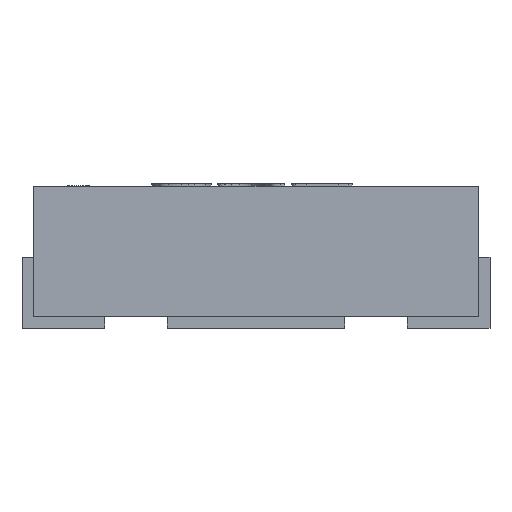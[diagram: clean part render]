
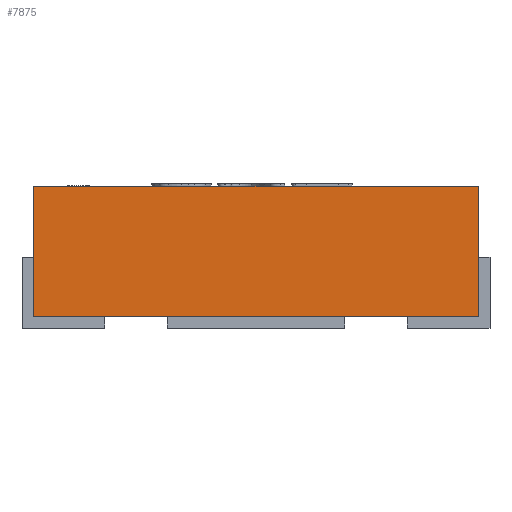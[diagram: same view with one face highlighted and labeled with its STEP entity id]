
A CAD part, front view. The second image highlights one B-rep face of the part: STEP entity #7875.
In plain terms, the highlighted planar face has unit normal (0, -1, 0).
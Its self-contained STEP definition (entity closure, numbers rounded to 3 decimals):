
#35 = PLANE ( 'NONE',  #5879 ) ;
#85 = CARTESIAN_POINT ( 'NONE',  ( -0.952, -1.003, 0.051 ) ) ;
#102 = EDGE_CURVE ( 'NONE', #6717, #898, #7546, .T. ) ;
#470 = ORIENTED_EDGE ( 'NONE', *, *, #6798, .F. ) ;
#717 = CARTESIAN_POINT ( 'NONE',  ( -0.952, -1.003, 0.051 ) ) ;
#898 = VERTEX_POINT ( 'NONE', #5893 ) ;
#1065 = VECTOR ( 'NONE', #7557, 1000. ) ;
#1120 = CARTESIAN_POINT ( 'NONE',  ( 0.952, -1.003, 0.61 ) ) ;
#1253 = EDGE_CURVE ( 'NONE', #898, #8335, #8446, .T. ) ;
#1311 = FACE_OUTER_BOUND ( 'NONE', #3218, .T. ) ;
#1740 = LINE ( 'NONE', #6465, #5451 ) ;
#2387 = CARTESIAN_POINT ( 'NONE',  ( -0.952, -1.003, 0.61 ) ) ;
#2523 = VERTEX_POINT ( 'NONE', #7584 ) ;
#2729 = DIRECTION ( 'NONE',  ( 1., 0., 0. ) ) ;
#2944 = EDGE_CURVE ( 'NONE', #2523, #6717, #4745, .T. ) ;
#3005 = ORIENTED_EDGE ( 'NONE', *, *, #1253, .F. ) ;
#3218 = EDGE_LOOP ( 'NONE', ( #7493, #470, #3005, #4339 ) ) ;
#3406 = DIRECTION ( 'NONE',  ( 0., 0., 1. ) ) ;
#4254 = CARTESIAN_POINT ( 'NONE',  ( 0.952, -1.003, 0.051 ) ) ;
#4339 = ORIENTED_EDGE ( 'NONE', *, *, #102, .F. ) ;
#4745 = LINE ( 'NONE', #4254, #1065 ) ;
#5338 = CARTESIAN_POINT ( 'NONE',  ( -0.952, -1.003, 0.051 ) ) ;
#5451 = VECTOR ( 'NONE', #8499, 1000. ) ;
#5879 = AXIS2_PLACEMENT_3D ( 'NONE', #5338, #8281, #6027 ) ;
#5893 = CARTESIAN_POINT ( 'NONE',  ( -0.952, -1.003, 0.61 ) ) ;
#6027 = DIRECTION ( 'NONE',  ( 0., 0., -1. ) ) ;
#6113 = VECTOR ( 'NONE', #3406, 1000. ) ;
#6465 = CARTESIAN_POINT ( 'NONE',  ( 0.952, -1.003, 0.61 ) ) ;
#6717 = VERTEX_POINT ( 'NONE', #85 ) ;
#6798 = EDGE_CURVE ( 'NONE', #8335, #2523, #1740, .T. ) ;
#6960 = VECTOR ( 'NONE', #2729, 1000. ) ;
#7493 = ORIENTED_EDGE ( 'NONE', *, *, #2944, .F. ) ;
#7546 = LINE ( 'NONE', #717, #6113 ) ;
#7557 = DIRECTION ( 'NONE',  ( -1., 0., 0. ) ) ;
#7584 = CARTESIAN_POINT ( 'NONE',  ( 0.952, -1.003, 0.051 ) ) ;
#7875 = ADVANCED_FACE ( 'NONE', ( #1311 ), #35, .T. ) ;
#8281 = DIRECTION ( 'NONE',  ( 0., -1., 0. ) ) ;
#8335 = VERTEX_POINT ( 'NONE', #1120 ) ;
#8446 = LINE ( 'NONE', #2387, #6960 ) ;
#8499 = DIRECTION ( 'NONE',  ( 0., 0., -1. ) ) ;
